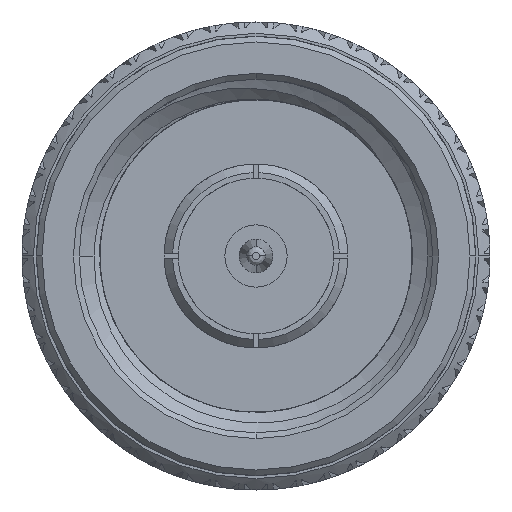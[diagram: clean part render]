
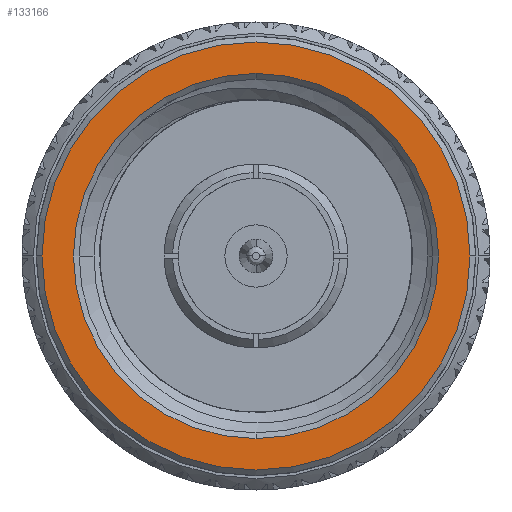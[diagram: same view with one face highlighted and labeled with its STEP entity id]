
A CAD part, left-side view. The second image highlights one B-rep face of the part: STEP entity #133166.
In plain terms, the highlighted planar face has unit normal (-1, 0, 0).
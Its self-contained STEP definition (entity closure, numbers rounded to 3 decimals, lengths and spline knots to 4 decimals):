
#4131 = AXIS2_PLACEMENT_3D ( 'NONE', #50427, #92714, #8098 ) ;
#5546 = CIRCLE ( 'NONE', #95346, 0.3781 ) ;
#6304 = CIRCLE ( 'NONE', #4131, 0.3781 ) ;
#8098 = DIRECTION ( 'NONE',  ( 0., 1., 0. ) ) ;
#12637 = CIRCLE ( 'NONE', #57608, 0.3225 ) ;
#15038 = CARTESIAN_POINT ( 'NONE',  ( 0., 0., 0. ) ) ;
#16596 = PLANE ( 'NONE',  #47336 ) ;
#19204 = EDGE_CURVE ( 'NONE', #49208, #132245, #79180, .T. ) ;
#20826 = CARTESIAN_POINT ( 'NONE',  ( 0., -0.3781, 0. ) ) ;
#26509 = CARTESIAN_POINT ( 'NONE',  ( 0., 0.3881, 0. ) ) ;
#33153 = ORIENTED_EDGE ( 'NONE', *, *, #19204, .T. ) ;
#39495 = VERTEX_POINT ( 'NONE', #20826 ) ;
#47326 = EDGE_CURVE ( 'NONE', #132245, #49208, #12637, .T. ) ;
#47336 = AXIS2_PLACEMENT_3D ( 'NONE', #26509, #89282, #49036 ) ;
#48387 = ORIENTED_EDGE ( 'NONE', *, *, #109797, .T. ) ;
#49036 = DIRECTION ( 'NONE',  ( 0., 1., 0. ) ) ;
#49208 = VERTEX_POINT ( 'NONE', #85384 ) ;
#50427 = CARTESIAN_POINT ( 'NONE',  ( 0., 0., 0. ) ) ;
#52023 = EDGE_LOOP ( 'NONE', ( #110124, #33153 ) ) ;
#53331 = CARTESIAN_POINT ( 'NONE',  ( 0., 0., 0. ) ) ;
#57608 = AXIS2_PLACEMENT_3D ( 'NONE', #15038, #66574, #97601 ) ;
#60324 = FACE_OUTER_BOUND ( 'NONE', #119479, .T. ) ;
#62353 = ORIENTED_EDGE ( 'NONE', *, *, #77632, .T. ) ;
#65749 = DIRECTION ( 'NONE',  ( 1., 0., 0. ) ) ;
#66005 = DIRECTION ( 'NONE',  ( 0., 1., 0. ) ) ;
#66574 = DIRECTION ( 'NONE',  ( 1., 0., 0. ) ) ;
#75600 = DIRECTION ( 'NONE',  ( 0., 0., 1. ) ) ;
#77632 = EDGE_CURVE ( 'NONE', #77874, #39495, #6304, .T. ) ;
#77874 = VERTEX_POINT ( 'NONE', #100394 ) ;
#79180 = CIRCLE ( 'NONE', #124187, 0.3225 ) ;
#85384 = CARTESIAN_POINT ( 'NONE',  ( 0., 0., -0.3225 ) ) ;
#89282 = DIRECTION ( 'NONE',  ( -1., 0., 0. ) ) ;
#92714 = DIRECTION ( 'NONE',  ( -1., 0., 0. ) ) ;
#95346 = AXIS2_PLACEMENT_3D ( 'NONE', #53331, #129474, #66005 ) ;
#97601 = DIRECTION ( 'NONE',  ( 0., 0., 1. ) ) ;
#100394 = CARTESIAN_POINT ( 'NONE',  ( 0., 0.3781, 0. ) ) ;
#100879 = CARTESIAN_POINT ( 'NONE',  ( 0., 0., 0.3225 ) ) ;
#109463 = CARTESIAN_POINT ( 'NONE',  ( 0., 0., 0. ) ) ;
#109797 = EDGE_CURVE ( 'NONE', #39495, #77874, #5546, .T. ) ;
#110124 = ORIENTED_EDGE ( 'NONE', *, *, #47326, .T. ) ;
#119479 = EDGE_LOOP ( 'NONE', ( #62353, #48387 ) ) ;
#123113 = FACE_BOUND ( 'NONE', #52023, .T. ) ;
#124187 = AXIS2_PLACEMENT_3D ( 'NONE', #109463, #65749, #75600 ) ;
#129474 = DIRECTION ( 'NONE',  ( -1., 0., 0. ) ) ;
#132245 = VERTEX_POINT ( 'NONE', #100879 ) ;
#133166 = ADVANCED_FACE ( 'NONE', ( #123113, #60324 ), #16596, .T. ) ;
